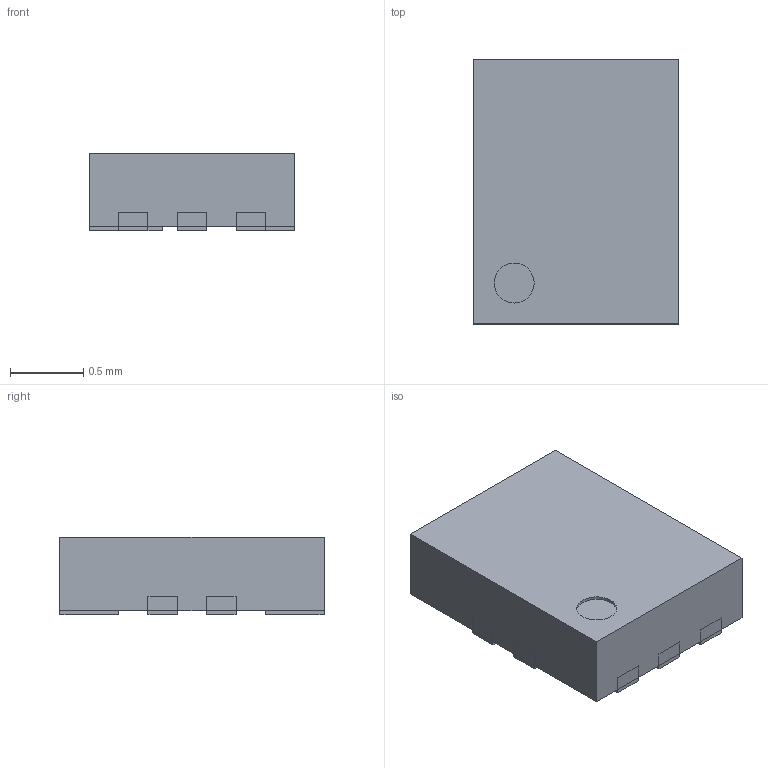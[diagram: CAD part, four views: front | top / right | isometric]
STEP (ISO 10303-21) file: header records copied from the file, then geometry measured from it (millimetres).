
FILE_DESCRIPTION( ( '' ), ' ' );
FILE_NAME( '58efd4642364c70fafb0a3bb.step', '2017-04-13T19:41:25', ( '' ), ( '' ), ' ', ' ', ' ' );
FILE_SCHEMA( ( 'AUTOMOTIVE_DESIGN { 1 0 10303 214 1 1 1 1 }' ) );
Length unit declared in the file: metre
Products named in the file (11): Open CASCADE STEP translator 6.8 11; Open CASCADE STEP translator 6.8 10; Open CASCADE STEP translator 6.8 9; Open CASCADE STEP translator 6.8 8; Open CASCADE STEP translator 6.8 7; Open CASCADE STEP translator 6.8 6; Open CASCADE STEP translator 6.8 5; Open CASCADE STEP translator 6.8 4; Open CASCADE STEP translator 6.8 3; Open CASCADE STEP translator 6.8 2; Open CASCADE STEP translator 6.8 1
Bounding box: 1.4 x 1.8 x 0.53 mm (x, y, z)
Volume: 1.4 mm3; surface area: 11.4 mm2
Topology: 11 solids, 11 shells, 69 faces, 138 edges, 92 vertices
Faces by surface type: plane 68, cylinder 1
Full cylindrical faces by diameter (mm): 0.272 x1
Entity records: 3102 total; most frequent: CARTESIAN_POINT 309, DIRECTION 299, ORIENTED_EDGE 274, STYLED_ITEM 206, PRESENTATION_STYLE_ASSIGNMENT 206, COLOUR_RGB 206, EDGE_CURVE 137, CURVE_STYLE 137
